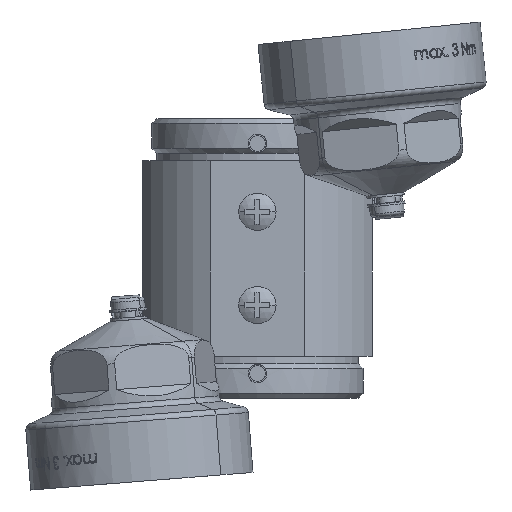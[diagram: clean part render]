
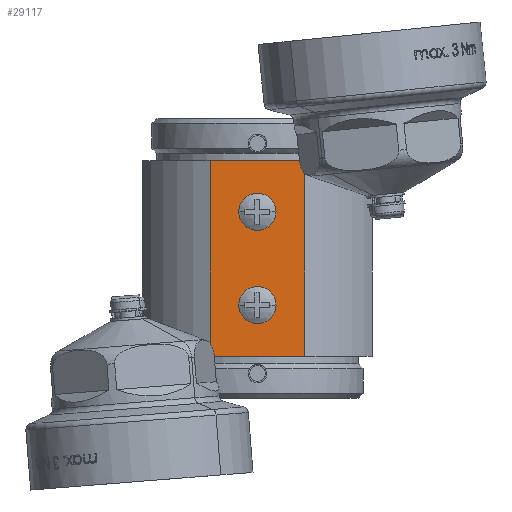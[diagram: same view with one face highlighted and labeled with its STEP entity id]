
A CAD part, front view. The second image highlights one B-rep face of the part: STEP entity #29117.
In plain terms, the highlighted planar face has unit normal (0, -1, 0).
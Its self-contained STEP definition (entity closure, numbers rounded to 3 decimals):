
#2175 = FACE_BOUND ( 'NONE', #41237, .T. ) ;
#2178 = FACE_BOUND ( 'NONE', #53754, .T. ) ;
#2187 = FACE_OUTER_BOUND ( 'NONE', #53799, .T. ) ;
#17815 = EDGE_CURVE ( 'NONE', #68485, #65352, #50914, .T. ) ;
#17841 = EDGE_CURVE ( 'NONE', #65702, #67187, #50966, .T. ) ;
#17925 = EDGE_CURVE ( 'NONE', #65352, #68485, #51085, .T. ) ;
#17926 = EDGE_CURVE ( 'NONE', #68466, #68040, #51086, .T. ) ;
#17928 = EDGE_CURVE ( 'NONE', #67236, #68040, #51076, .T. ) ;
#17931 = EDGE_CURVE ( 'NONE', #67236, #65588, #51089, .T. ) ;
#17933 = EDGE_CURVE ( 'NONE', #65588, #68466, #51091, .T. ) ;
#17934 = EDGE_CURVE ( 'NONE', #67187, #65702, #51093, .T. ) ;
#29117 = ADVANCED_FACE ( 'NONE', ( #2175, #2187, #2178 ), #69859, .T. ) ;
#29993 = CARTESIAN_POINT ( 'NONE',  ( 7.599, -18.5, -15.7 ) ) ;
#30012 = CARTESIAN_POINT ( 'NONE',  ( 0., -18.5, -4.5 ) ) ;
#33642 = ORIENTED_EDGE ( 'NONE', *, *, #17925, .F. ) ;
#33644 = ORIENTED_EDGE ( 'NONE', *, *, #17815, .F. ) ;
#33646 = ORIENTED_EDGE ( 'NONE', *, *, #17926, .T. ) ;
#33648 = ORIENTED_EDGE ( 'NONE', *, *, #17928, .F. ) ;
#33650 = ORIENTED_EDGE ( 'NONE', *, *, #17931, .T. ) ;
#33652 = ORIENTED_EDGE ( 'NONE', *, *, #17933, .T. ) ;
#33654 = ORIENTED_EDGE ( 'NONE', *, *, #17841, .T. ) ;
#33656 = ORIENTED_EDGE ( 'NONE', *, *, #17934, .T. ) ;
#41237 = EDGE_LOOP ( 'NONE', ( #33642, #33644 ) ) ;
#49237 = AXIS2_PLACEMENT_3D ( 'NONE', #69858, #69847, #69860 ) ;
#50914 = CIRCLE ( 'NONE', #71853, 3. ) ;
#50966 = CIRCLE ( 'NONE', #71843, 3. ) ;
#51076 = LINE ( 'NONE', #53586, #51090 ) ;
#51085 = CIRCLE ( 'NONE', #71815, 3. ) ;
#51086 = LINE ( 'NONE', #53574, #51088 ) ;
#51088 = VECTOR ( 'NONE', #53576, 1000. ) ;
#51089 = LINE ( 'NONE', #53598, #51092 ) ;
#51090 = VECTOR ( 'NONE', #53595, 1000. ) ;
#51091 = LINE ( 'NONE', #53603, #51094 ) ;
#51092 = VECTOR ( 'NONE', #53601, 1000. ) ;
#51093 = CIRCLE ( 'NONE', #71814, 3. ) ;
#51094 = VECTOR ( 'NONE', #53606, 1000. ) ;
#52778 = CARTESIAN_POINT ( 'NONE',  ( 0., -18.5, -7.5 ) ) ;
#52780 = DIRECTION ( 'NONE',  ( 0., -1., 0. ) ) ;
#52781 = DIRECTION ( 'NONE',  ( 0., 0., -1. ) ) ;
#52925 = CARTESIAN_POINT ( 'NONE',  ( 0., -18.5, 7.5 ) ) ;
#52927 = DIRECTION ( 'NONE',  ( 0., 1., 0. ) ) ;
#52928 = DIRECTION ( 'NONE',  ( 0., 0., 1. ) ) ;
#53574 = CARTESIAN_POINT ( 'NONE',  ( 7.599, -18.5, 27.852 ) ) ;
#53576 = DIRECTION ( 'NONE',  ( 0., 0., 1. ) ) ;
#53586 = CARTESIAN_POINT ( 'NONE',  ( -18.5, -18.5, 15.7 ) ) ;
#53587 = CARTESIAN_POINT ( 'NONE',  ( 0., -18.5, -7.5 ) ) ;
#53589 = DIRECTION ( 'NONE',  ( 0., -1., 0. ) ) ;
#53591 = DIRECTION ( 'NONE',  ( 0., 0., -1. ) ) ;
#53595 = DIRECTION ( 'NONE',  ( 1., 0., 0. ) ) ;
#53598 = CARTESIAN_POINT ( 'NONE',  ( -7.599, -18.5, 27.852 ) ) ;
#53601 = DIRECTION ( 'NONE',  ( 0., 0., -1. ) ) ;
#53603 = CARTESIAN_POINT ( 'NONE',  ( 0., -18.5, -15.7 ) ) ;
#53606 = DIRECTION ( 'NONE',  ( 1., 0., 0. ) ) ;
#53613 = CARTESIAN_POINT ( 'NONE',  ( 0., -18.5, 7.5 ) ) ;
#53615 = DIRECTION ( 'NONE',  ( 0., 1., 0. ) ) ;
#53617 = DIRECTION ( 'NONE',  ( 0., 0., 1. ) ) ;
#53754 = EDGE_LOOP ( 'NONE', ( #33654, #33656 ) ) ;
#53799 = EDGE_LOOP ( 'NONE', ( #33646, #33648, #33650, #33652 ) ) ;
#59939 = CARTESIAN_POINT ( 'NONE',  ( 0., -18.5, -10.5 ) ) ;
#60103 = CARTESIAN_POINT ( 'NONE',  ( -7.599, -18.5, -15.7 ) ) ;
#60172 = CARTESIAN_POINT ( 'NONE',  ( 0., -18.5, 4.5 ) ) ;
#60513 = CARTESIAN_POINT ( 'NONE',  ( 0., -18.5, 10.5 ) ) ;
#60560 = CARTESIAN_POINT ( 'NONE',  ( -7.599, -18.5, 15.7 ) ) ;
#61112 = CARTESIAN_POINT ( 'NONE',  ( 7.599, -18.5, 15.7 ) ) ;
#65352 = VERTEX_POINT ( 'NONE', #59939 ) ;
#65588 = VERTEX_POINT ( 'NONE', #60103 ) ;
#65702 = VERTEX_POINT ( 'NONE', #60172 ) ;
#67187 = VERTEX_POINT ( 'NONE', #60513 ) ;
#67236 = VERTEX_POINT ( 'NONE', #60560 ) ;
#68040 = VERTEX_POINT ( 'NONE', #61112 ) ;
#68466 = VERTEX_POINT ( 'NONE', #29993 ) ;
#68485 = VERTEX_POINT ( 'NONE', #30012 ) ;
#69847 = DIRECTION ( 'NONE',  ( 0., -1., 0. ) ) ;
#69858 = CARTESIAN_POINT ( 'NONE',  ( -18.5, -18.5, -22.5 ) ) ;
#69859 = PLANE ( 'NONE',  #49237 ) ;
#69860 = DIRECTION ( 'NONE',  ( 0., 0., -1. ) ) ;
#71814 = AXIS2_PLACEMENT_3D ( 'NONE', #53613, #53615, #53617 ) ;
#71815 = AXIS2_PLACEMENT_3D ( 'NONE', #53587, #53589, #53591 ) ;
#71843 = AXIS2_PLACEMENT_3D ( 'NONE', #52925, #52927, #52928 ) ;
#71853 = AXIS2_PLACEMENT_3D ( 'NONE', #52778, #52780, #52781 ) ;
